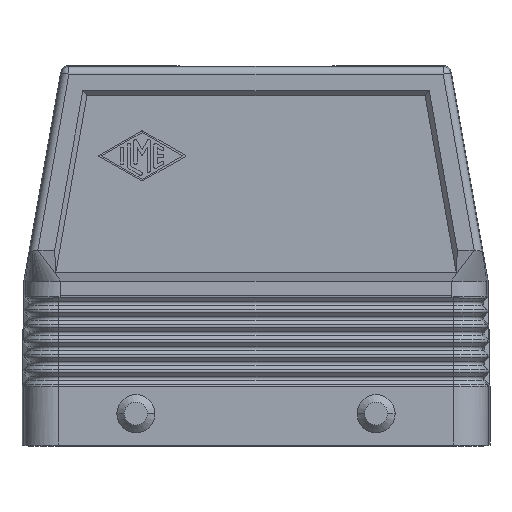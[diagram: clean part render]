
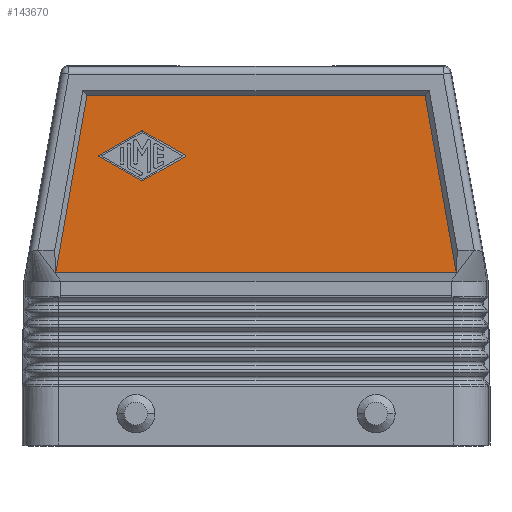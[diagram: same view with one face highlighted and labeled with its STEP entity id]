
A CAD part, left-side view. The second image highlights one B-rep face of the part: STEP entity #143670.
In plain terms, the highlighted planar face has unit normal (-1, 0, 0).
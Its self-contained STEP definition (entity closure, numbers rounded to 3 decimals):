
#83690=CARTESIAN_POINT('',(374.083,50.926,
70.233));
#83700=VERTEX_POINT('',#83690);
#83730=CARTESIAN_POINT('',(374.083,61.144,
12.233));
#83740=DIRECTION('',(0.,-0.174,0.985));
#83750=VECTOR('',#83740,1.);
#83760=LINE('',#83730,#83750);
#83770=CARTESIAN_POINT('',(374.083,57.156,
34.87));
#83780=VERTEX_POINT('',#83770);
#83790=EDGE_CURVE('',#83780,#83700,#83760,.T.);
#114230=CARTESIAN_POINT('',(374.083,-12.317,
48.893));
#114240=DIRECTION('',(1.,0.,0.));
#114250=DIRECTION('',(0.,1.,0.));
#114260=AXIS2_PLACEMENT_3D('',#114230,#114240,#114250);
#114270=PLANE('',#114260);
#139790=CARTESIAN_POINT('',(374.083,44.373,
50.63));
#139800=DIRECTION('',(0.,-0.868,0.496));
#139810=VECTOR('',#139800,1.);
#139820=LINE('',#139790,#139810);
#139830=CARTESIAN_POINT('',(374.083,39.741,
53.277));
#139840=VERTEX_POINT('',#139830);
#139850=CARTESIAN_POINT('',(374.083,31.324,
58.088));
#139860=VERTEX_POINT('',#139850);
#139870=EDGE_CURVE('',#139840,#139860,#139820,.T.);
#139890=CARTESIAN_POINT('',(374.083,39.906,
53.566));
#139900=DIRECTION('',(-1.,0.,0.));
#139910=DIRECTION('',(0.,-1.,0.));
#139920=AXIS2_PLACEMENT_3D('',#139890,#139900,#139910);
#139930=CIRCLE('',#139920,0.333);
#139940=CARTESIAN_POINT('',(374.083,40.072,
53.277));
#139950=VERTEX_POINT('',#139940);
#139960=EDGE_CURVE('',#139950,#139840,#139930,.T.);
#139980=CARTESIAN_POINT('',(374.083,44.373,
55.735));
#139990=DIRECTION('',(0.,-0.868,-0.496));
#140000=VECTOR('',#139990,1.);
#140010=LINE('',#139980,#140000);
#140020=CARTESIAN_POINT('',(374.083,48.488,
58.088));
#140030=VERTEX_POINT('',#140020);
#140040=EDGE_CURVE('',#140030,#139950,#140010,.T.);
#140060=CARTESIAN_POINT('',(374.083,48.405,
58.233));
#140070=DIRECTION('',(-1.,0.,0.));
#140080=DIRECTION('',(0.,-1.,0.));
#140090=AXIS2_PLACEMENT_3D('',#140060,#140070,#140080);
#140100=CIRCLE('',#140090,0.167);
#140110=CARTESIAN_POINT('',(374.083,48.488,
58.377));
#140120=VERTEX_POINT('',#140110);
#140130=EDGE_CURVE('',#140120,#140030,#140100,.T.);
#140150=CARTESIAN_POINT('',(374.083,44.373,
60.73));
#140160=DIRECTION('',(0.,0.868,-0.496));
#140170=VECTOR('',#140160,1.);
#140180=LINE('',#140150,#140170);
#140190=CARTESIAN_POINT('',(374.083,40.072,
63.188));
#140200=VERTEX_POINT('',#140190);
#140210=EDGE_CURVE('',#140200,#140120,#140180,.T.);
#140230=CARTESIAN_POINT('',(374.083,39.906,
62.899));
#140240=DIRECTION('',(-1.,0.,0.));
#140250=DIRECTION('',(0.,-1.,0.));
#140260=AXIS2_PLACEMENT_3D('',#140230,#140240,#140250);
#140270=CIRCLE('',#140260,0.333);
#140280=CARTESIAN_POINT('',(374.083,39.741,
63.188));
#140290=VERTEX_POINT('',#140280);
#140300=EDGE_CURVE('',#140290,#140200,#140270,.T.);
#140320=CARTESIAN_POINT('',(374.083,44.373,
65.836));
#140330=DIRECTION('',(0.,0.868,0.496));
#140340=VECTOR('',#140330,1.);
#140350=LINE('',#140320,#140340);
#140360=CARTESIAN_POINT('',(374.083,31.324,
58.377));
#140370=VERTEX_POINT('',#140360);
#140380=EDGE_CURVE('',#140370,#140290,#140350,.T.);
#140400=CARTESIAN_POINT('',(374.083,31.407,
58.233));
#140410=DIRECTION('',(-1.,0.,0.));
#140420=DIRECTION('',(0.,-1.,0.));
#140430=AXIS2_PLACEMENT_3D('',#140400,#140410,#140420);
#140440=CIRCLE('',#140430,0.167);
#140450=EDGE_CURVE('',#139860,#140370,#140440,.T.);
#142880=CARTESIAN_POINT('',(374.083,-16.613,
70.233));
#142890=VERTEX_POINT('',#142880);
#142920=CARTESIAN_POINT('',(374.083,44.373,
70.233));
#142930=DIRECTION('',(0.,1.,0.));
#142940=VECTOR('',#142930,1.);
#142950=LINE('',#142920,#142940);
#142960=EDGE_CURVE('',#142890,#83700,#142950,.T.);
#143190=CARTESIAN_POINT('',(374.083,-22.843,
34.87));
#143200=VERTEX_POINT('',#143190);
#143230=CARTESIAN_POINT('',(374.083,-26.831,
12.233));
#143240=DIRECTION('',(0.,0.174,0.985));
#143250=VECTOR('',#143240,1.);
#143260=LINE('',#143230,#143250);
#143270=EDGE_CURVE('',#143200,#142890,#143260,.T.);
#143460=CARTESIAN_POINT('',(374.083,44.373,
34.87));
#143470=DIRECTION('',(0.,1.,0.));
#143480=VECTOR('',#143470,1.);
#143490=LINE('',#143460,#143480);
#143500=EDGE_CURVE('',#143200,#83780,#143490,.T.);
#143510=ORIENTED_EDGE('',*,*,#143500,.F.);
#143520=ORIENTED_EDGE('',*,*,#83790,.F.);
#143530=ORIENTED_EDGE('',*,*,#142960,.T.);
#143540=ORIENTED_EDGE('',*,*,#143270,.T.);
#143550=EDGE_LOOP('',(#143540,#143530,#143520,#143510));
#143560=FACE_OUTER_BOUND('',#143550,.T.);
#143570=ORIENTED_EDGE('',*,*,#140380,.F.);
#143580=ORIENTED_EDGE('',*,*,#140300,.F.);
#143590=ORIENTED_EDGE('',*,*,#140210,.F.);
#143600=ORIENTED_EDGE('',*,*,#140130,.F.);
#143610=ORIENTED_EDGE('',*,*,#140040,.F.);
#143620=ORIENTED_EDGE('',*,*,#139960,.F.);
#143630=ORIENTED_EDGE('',*,*,#139870,.F.);
#143640=ORIENTED_EDGE('',*,*,#140450,.F.);
#143650=EDGE_LOOP('',(#143640,#143630,#143620,#143610,#143600,#143590,
#143580,#143570));
#143660=FACE_BOUND('',#143650,.T.);
#143670=ADVANCED_FACE('',(#143560,#143660),#114270,.F.);
